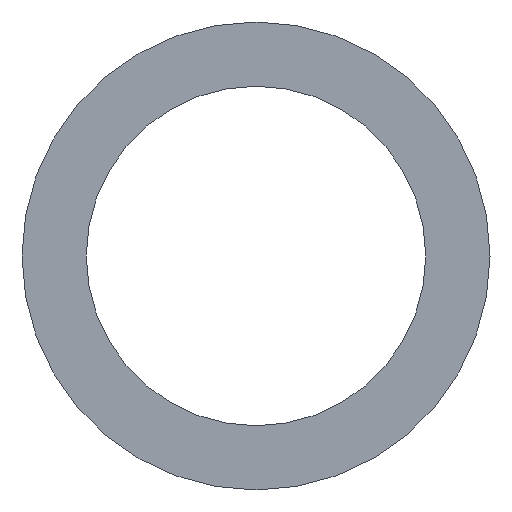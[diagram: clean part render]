
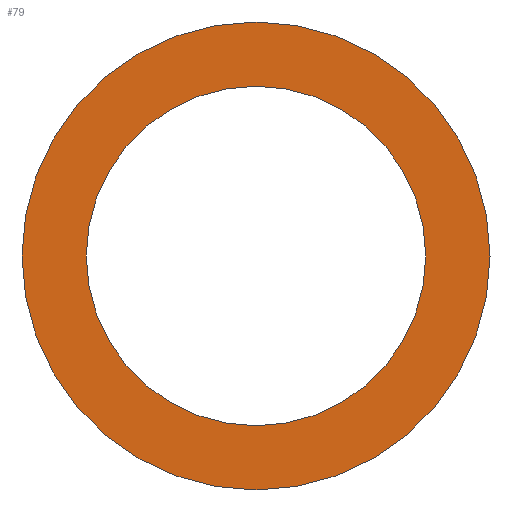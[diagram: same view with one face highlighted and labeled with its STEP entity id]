
A CAD part, left-side view. The second image highlights one B-rep face of the part: STEP entity #79.
In plain terms, the highlighted planar face has unit normal (-1, 0, 0).
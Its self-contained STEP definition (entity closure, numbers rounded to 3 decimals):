
#51 = EDGE_CURVE( '', #67, #73, #121, .T. );
#57 = VERTEX_POINT( '', #127 );
#67 = VERTEX_POINT( '', #138 );
#73 = VERTEX_POINT( '', #144 );
#75 = EDGE_CURVE( '', #57, #81, #146, .T. );
#79 = ADVANCED_FACE( '', ( #150, #151 ), #152, .F. );
#81 = VERTEX_POINT( '', #154 );
#83 = EDGE_CURVE( '', #73, #67, #156, .T. );
#99 = EDGE_CURVE( '', #81, #57, #177, .T. );
#121 = CIRCLE( '', #190, 37.5 );
#127 = CARTESIAN_POINT( '', ( 0., 0., -27.2 ) );
#138 = CARTESIAN_POINT( '', ( 0., 0., -37.5 ) );
#144 = CARTESIAN_POINT( '', ( 0., 0., 37.5 ) );
#146 = CIRCLE( '', #224, 27.2 );
#150 = FACE_OUTER_BOUND( '', #229, .T. );
#151 = FACE_BOUND( '', #230, .T. );
#152 = PLANE( '', #231 );
#154 = CARTESIAN_POINT( '', ( 0., 0., 27.2 ) );
#156 = CIRCLE( '', #236, 37.5 );
#177 = CIRCLE( '', #259, 27.2 );
#190 = AXIS2_PLACEMENT_3D( '', #266, #267, #268 );
#224 = AXIS2_PLACEMENT_3D( '', #286, #287, #288 );
#229 = EDGE_LOOP( '', ( #293, #294 ) );
#230 = EDGE_LOOP( '', ( #295, #296 ) );
#231 = AXIS2_PLACEMENT_3D( '', #297, #298, #299 );
#236 = AXIS2_PLACEMENT_3D( '', #300, #301, #302 );
#259 = AXIS2_PLACEMENT_3D( '', #337, #338, #339 );
#266 = CARTESIAN_POINT( '', ( 0., 0., 0. ) );
#267 = DIRECTION( '', ( 1., 0., 0. ) );
#268 = DIRECTION( '', ( 0., 0., -1. ) );
#286 = CARTESIAN_POINT( '', ( 0., 0., 0. ) );
#287 = DIRECTION( '', ( 1., 0., 0. ) );
#288 = DIRECTION( '', ( 0., 0., -1. ) );
#293 = ORIENTED_EDGE( '', *, *, #51, .F. );
#294 = ORIENTED_EDGE( '', *, *, #83, .F. );
#295 = ORIENTED_EDGE( '', *, *, #75, .T. );
#296 = ORIENTED_EDGE( '', *, *, #99, .T. );
#297 = CARTESIAN_POINT( '', ( 0., 0., 0. ) );
#298 = DIRECTION( '', ( 1., 0., 0. ) );
#299 = DIRECTION( '', ( 0., 0., -1. ) );
#300 = CARTESIAN_POINT( '', ( 0., 0., 0. ) );
#301 = DIRECTION( '', ( 1., 0., 0. ) );
#302 = DIRECTION( '', ( 0., 0., -1. ) );
#337 = CARTESIAN_POINT( '', ( 0., 0., 0. ) );
#338 = DIRECTION( '', ( 1., 0., 0. ) );
#339 = DIRECTION( '', ( 0., 0., -1. ) );
